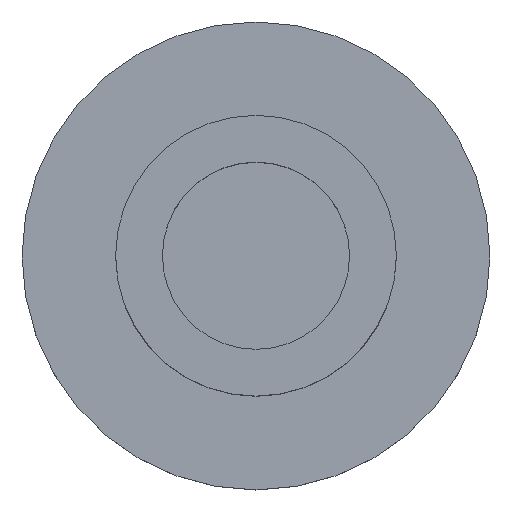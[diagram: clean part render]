
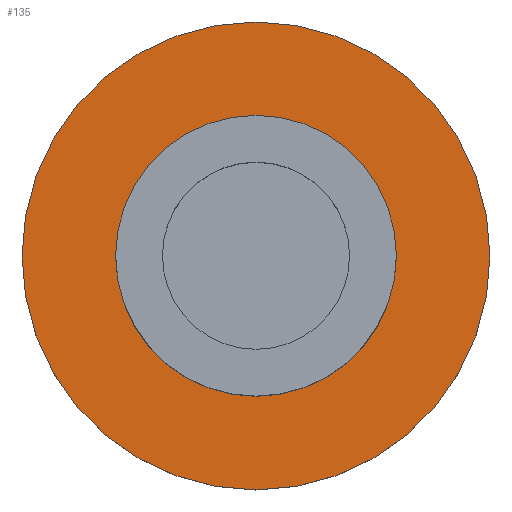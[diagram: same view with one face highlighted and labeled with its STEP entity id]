
A CAD part, top view. The second image highlights one B-rep face of the part: STEP entity #135.
In plain terms, the highlighted planar face has unit normal (0, 0, 1).
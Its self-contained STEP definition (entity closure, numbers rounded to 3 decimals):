
#7 = CIRCLE ( 'NONE', #29, 250. ) ;
#12 = VERTEX_POINT ( 'NONE', #288 ) ;
#15 = VERTEX_POINT ( 'NONE', #153 ) ;
#19 = ORIENTED_EDGE ( 'NONE', *, *, #110, .T. ) ;
#20 = EDGE_LOOP ( 'NONE', ( #19, #203 ) ) ;
#22 = DIRECTION ( 'NONE',  ( 0., 0., 1. ) ) ;
#29 = AXIS2_PLACEMENT_3D ( 'NONE', #332, #313, #157 ) ;
#56 = CARTESIAN_POINT ( 'NONE',  ( -150., 0., 50. ) ) ;
#71 = EDGE_LOOP ( 'NONE', ( #274, #119 ) ) ;
#77 = AXIS2_PLACEMENT_3D ( 'NONE', #320, #86, #109 ) ;
#86 = DIRECTION ( 'NONE',  ( 0., 0., 1. ) ) ;
#108 = DIRECTION ( 'NONE',  ( 0., 0., -1. ) ) ;
#109 = DIRECTION ( 'NONE',  ( 1., 0., 0. ) ) ;
#110 = EDGE_CURVE ( 'NONE', #174, #15, #7, .T. ) ;
#112 = DIRECTION ( 'NONE',  ( -1., 0., 0. ) ) ;
#119 = ORIENTED_EDGE ( 'NONE', *, *, #167, .T. ) ;
#130 = CARTESIAN_POINT ( 'NONE',  ( 0., 0., 50. ) ) ;
#132 = PLANE ( 'NONE',  #289 ) ;
#135 = ADVANCED_FACE ( 'NONE', ( #240, #190 ), #132, .T. ) ;
#137 = DIRECTION ( 'NONE',  ( -1., 0., 0. ) ) ;
#138 = CARTESIAN_POINT ( 'NONE',  ( 0., 0., 50. ) ) ;
#153 = CARTESIAN_POINT ( 'NONE',  ( -250., 0., 50. ) ) ;
#157 = DIRECTION ( 'NONE',  ( 1., 0., 0. ) ) ;
#167 = EDGE_CURVE ( 'NONE', #12, #175, #329, .T. ) ;
#170 = CIRCLE ( 'NONE', #77, 250. ) ;
#174 = VERTEX_POINT ( 'NONE', #269 ) ;
#175 = VERTEX_POINT ( 'NONE', #56 ) ;
#190 = FACE_OUTER_BOUND ( 'NONE', #20, .T. ) ;
#191 = DIRECTION ( 'NONE',  ( 0., 0., -1. ) ) ;
#203 = ORIENTED_EDGE ( 'NONE', *, *, #222, .T. ) ;
#210 = DIRECTION ( 'NONE',  ( 1., 0., 0. ) ) ;
#222 = EDGE_CURVE ( 'NONE', #15, #174, #170, .T. ) ;
#240 = FACE_BOUND ( 'NONE', #71, .T. ) ;
#251 = CIRCLE ( 'NONE', #314, 150. ) ;
#269 = CARTESIAN_POINT ( 'NONE',  ( 250., 0., 50. ) ) ;
#272 = AXIS2_PLACEMENT_3D ( 'NONE', #138, #191, #112 ) ;
#274 = ORIENTED_EDGE ( 'NONE', *, *, #283, .T. ) ;
#283 = EDGE_CURVE ( 'NONE', #175, #12, #251, .T. ) ;
#288 = CARTESIAN_POINT ( 'NONE',  ( 150., 0., 50. ) ) ;
#289 = AXIS2_PLACEMENT_3D ( 'NONE', #130, #22, #210 ) ;
#293 = CARTESIAN_POINT ( 'NONE',  ( 0., 0., 50. ) ) ;
#313 = DIRECTION ( 'NONE',  ( 0., 0., 1. ) ) ;
#314 = AXIS2_PLACEMENT_3D ( 'NONE', #293, #108, #137 ) ;
#320 = CARTESIAN_POINT ( 'NONE',  ( 0., 0., 50. ) ) ;
#329 = CIRCLE ( 'NONE', #272, 150. ) ;
#332 = CARTESIAN_POINT ( 'NONE',  ( 0., 0., 50. ) ) ;
